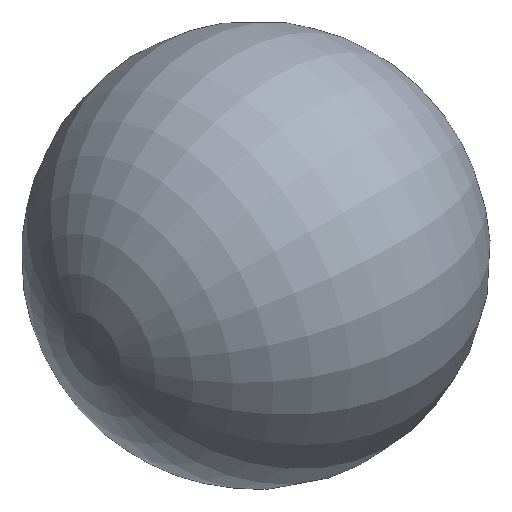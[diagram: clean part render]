
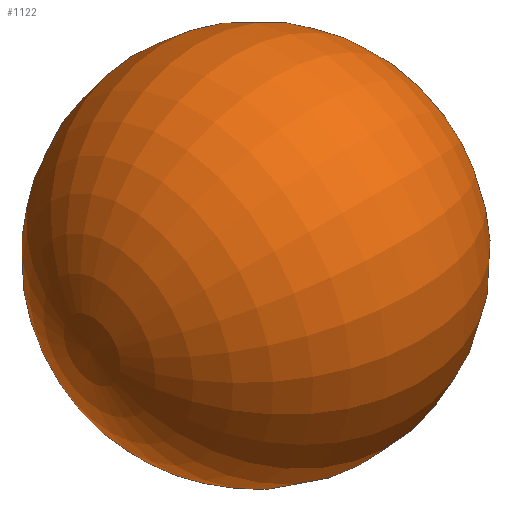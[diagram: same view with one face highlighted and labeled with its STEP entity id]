
A CAD part, isometric view. The second image highlights one B-rep face of the part: STEP entity #1122.
In plain terms, the highlighted toroidal (fillet/blend) face has major radius 9.949 mm and minor radius 5000 mm.
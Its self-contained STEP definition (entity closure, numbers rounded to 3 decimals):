
#18=VERTEX_LOOP('',#763);
#19=DEGENERATE_TOROIDAL_SURFACE('',#1262,9.949,5000.,.T.);
#506=ORIENTED_EDGE('',*,*,#656,.F.);
#656=EDGE_CURVE('',#762,#762,#794,.T.);
#762=VERTEX_POINT('',#4021);
#763=VERTEX_POINT('',#4022);
#794=CIRCLE('',#1263,78.651);
#900=EDGE_LOOP('',(#506));
#1008=FACE_BOUND('',#900,.T.);
#1009=FACE_BOUND('',#18,.T.);
#1122=ADVANCED_FACE('',(#1008,#1009),#19,.T.);
#1262=AXIS2_PLACEMENT_3D('',#4019,#1448,#1449);
#1263=AXIS2_PLACEMENT_3D('',#4020,#1450,#1451);
#1448=DIRECTION('',(-1.,0.,0.));
#1449=DIRECTION('',(0.,0.,1.));
#1450=DIRECTION('',(-1.,0.,0.));
#1451=DIRECTION('',(0.,0.,1.));
#4019=CARTESIAN_POINT('',(-4939.771,0.,0.));
#4020=CARTESIAN_POINT('',(59.757,0.,0.));
#4021=CARTESIAN_POINT('',(59.757,0.,78.651));
#4022=CARTESIAN_POINT('',(60.219,0.,0.));
